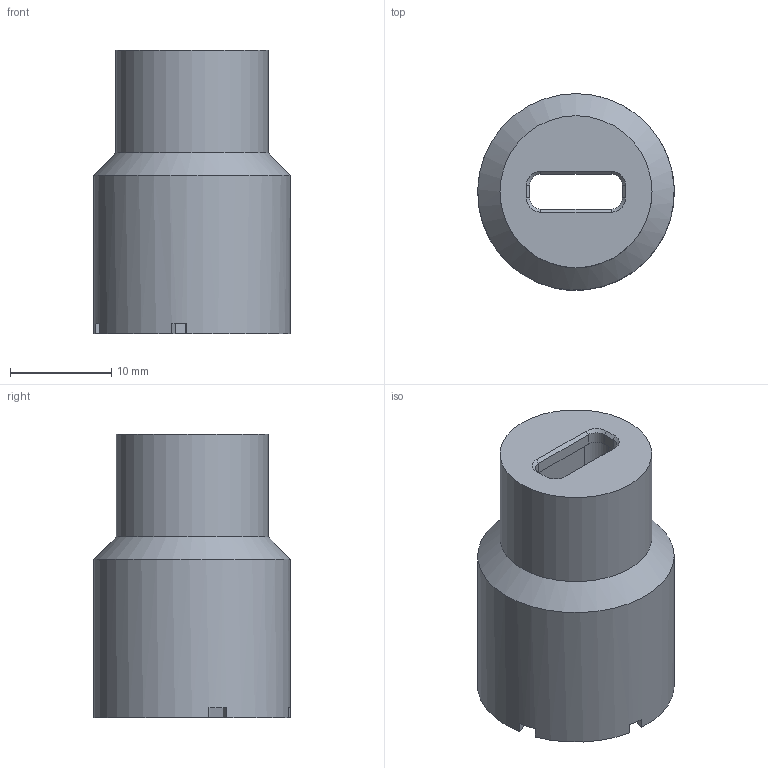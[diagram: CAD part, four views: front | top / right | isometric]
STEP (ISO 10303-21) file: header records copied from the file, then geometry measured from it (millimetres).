
FILE_DESCRIPTION(/* description */ ('STEP AP242','CAx-IF Rec.Pracs.---Representation and Presentation of Product Manufacturing Information (PMI)---4.0---2014-10-13','CAx-IF Rec.Pracs.---3D Tessellated Geometry---0.4---2014-09-14','2;1'),/* implementation_level */ '2;1');
FILE_NAME(/* name */ '663c21053ab3f40cdcd34d77',/* time_stamp */ '2024-05-09T01:04:05Z',/* author */ (''),/* organization */ (''),/* preprocessor_version */ 'ST-DEVELOPER v20',/* originating_system */ ' ',/* authorisation */ ' ');
FILE_SCHEMA (('AP242_MANAGED_MODEL_BASED_3D_ENGINEERING_MIM_LF { 1 0 10303 442 1 1 4 }'));
Length unit declared in the file: metre
Products named in the file (1): USB2Speakon_Holder
Bounding box: 19.4 x 19.39 x 28 mm (x, y, z)
Volume: 2223.7 mm3; surface area: 3247.3 mm2
Topology: 1 solids, 1 shells, 63 faces, 173 edges, 112 vertices
Faces by surface type: plane 42, cylinder 15, cone 6
Full cylindrical faces by diameter (mm): 15 x1, 17.4 x1, 19.4 x1
Entity records: 1970 total; most frequent: CARTESIAN_POINT 366, DIRECTION 330, ORIENTED_EDGE 328, EDGE_CURVE 164, AXIS2_PLACEMENT_3D 112, VERTEX_POINT 108, LINE 106, VECTOR 106
